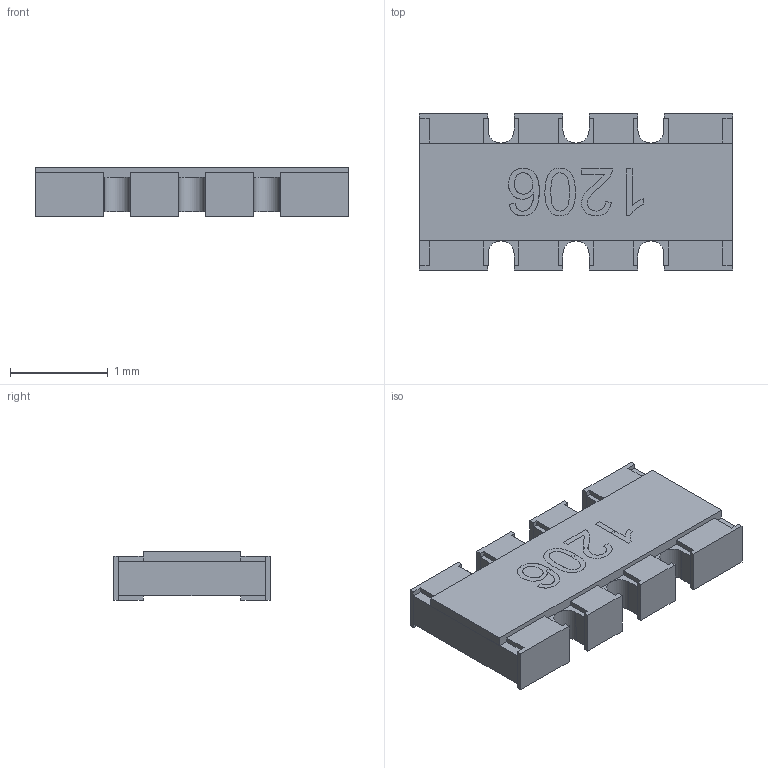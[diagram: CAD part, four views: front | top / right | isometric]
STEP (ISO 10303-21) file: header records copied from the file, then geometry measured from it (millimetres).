
FILE_DESCRIPTION (( 'STEP AP214' ), '1' );
FILE_NAME ('User Library-Array-1206-4Way-Var2-1.STEP', '2012-04-01T17:45:08', ( 'sysAdmin' ), ( 'SolidWorks' ), 'SwSTEP 2.0', 'SolidWorks 2012', '' );
FILE_SCHEMA (( 'AUTOMOTIVE_DESIGN' ));
Length unit declared in the file: centimetre
Products named in the file (5): User Library-Array-1206-4Way-Var2-1_Deckel_1; User Library-Array-1206-4Way-Var2-1_Beschriftung_1; User Library-Array-1206-4Way-Var2-1; User Library-Array-1206-4Way-Var2-1_Anschl_X_FCsse_1; User Library-Array-1206-4Way-Var2-1_K_X_F6rper_1
Assembly tree (4 placements, depth 2):
  User Library-Array-1206-4Way-Var2-1
    User Library-Array-1206-4Way-Var2-1_Anschl_X_FCsse_1
    User Library-Array-1206-4Way-Var2-1_K_X_F6rper_1
    User Library-Array-1206-4Way-Var2-1_Deckel_1
    User Library-Array-1206-4Way-Var2-1_Beschriftung_1
Bounding box: 3.2 x 1.6 x 0.5 mm (x, y, z)
Volume: 2.1 mm3; surface area: 31.4 mm2
Topology: 4 solids, 4 shells, 348 faces, 978 edges, 652 vertices
Faces by surface type: plane 196, bspline 138, cylinder 14
Entity records: 15320 total; most frequent: CARTESIAN_POINT 3227, ORIENTED_EDGE 1956, DIRECTION 1164, EDGE_CURVE 978, LINE 674, VECTOR 674, VERTEX_POINT 652, EDGE_LOOP 366
